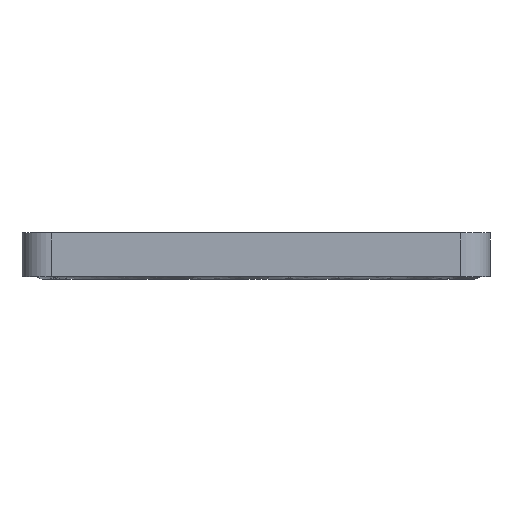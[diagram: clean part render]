
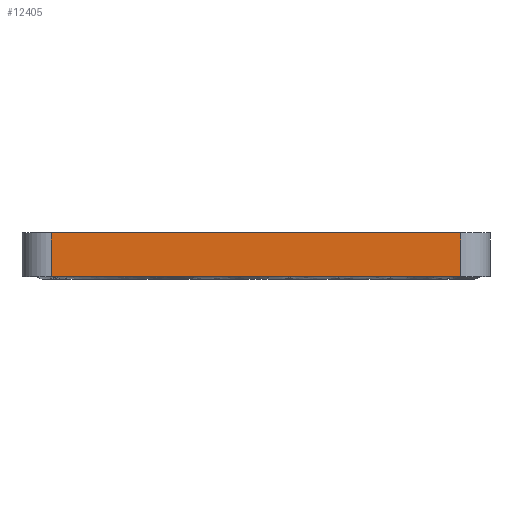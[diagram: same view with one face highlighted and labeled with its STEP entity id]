
A CAD part, front view. The second image highlights one B-rep face of the part: STEP entity #12405.
In plain terms, the highlighted planar face has unit normal (0, -1, 0).
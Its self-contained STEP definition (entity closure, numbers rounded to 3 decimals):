
#325 = CARTESIAN_POINT ( 'NONE',  ( -65.332, 3.358, 3.75 ) ) ;
#608 = DIRECTION ( 'NONE',  ( 0., 0., 1. ) ) ;
#714 = LINE ( 'NONE', #845, #13682 ) ;
#845 = CARTESIAN_POINT ( 'NONE',  ( 9.668, 3.358, 3.75 ) ) ;
#973 = EDGE_LOOP ( 'NONE', ( #13570, #3330, #8838, #3642 ) ) ;
#1312 = AXIS2_PLACEMENT_3D ( 'NONE', #6296, #4159, #3161 ) ;
#1315 = EDGE_CURVE ( 'NONE', #8576, #10854, #12561, .T. ) ;
#1689 = CARTESIAN_POINT ( 'NONE',  ( -65.332, 3.358, -3.75 ) ) ;
#1697 = EDGE_CURVE ( 'NONE', #10854, #3771, #6042, .T. ) ;
#1939 = FACE_OUTER_BOUND ( 'NONE', #973, .T. ) ;
#3161 = DIRECTION ( 'NONE',  ( 1., 0., 0. ) ) ;
#3330 = ORIENTED_EDGE ( 'NONE', *, *, #1697, .T. ) ;
#3642 = ORIENTED_EDGE ( 'NONE', *, *, #9654, .T. ) ;
#3771 = VERTEX_POINT ( 'NONE', #12795 ) ;
#4159 = DIRECTION ( 'NONE',  ( 0., 1., 0. ) ) ;
#4243 = CARTESIAN_POINT ( 'NONE',  ( -65.332, 3.358, 3.75 ) ) ;
#5073 = DIRECTION ( 'NONE',  ( 1., 0., 0. ) ) ;
#6042 = LINE ( 'NONE', #13503, #8193 ) ;
#6096 = DIRECTION ( 'NONE',  ( 1., 0., 0. ) ) ;
#6296 = CARTESIAN_POINT ( 'NONE',  ( 9.668, 3.358, 3.75 ) ) ;
#6745 = DIRECTION ( 'NONE',  ( 0., 0., -1. ) ) ;
#6892 = EDGE_CURVE ( 'NONE', #10653, #3771, #714, .T. ) ;
#7907 = VECTOR ( 'NONE', #6745, 1000. ) ;
#8150 = CARTESIAN_POINT ( 'NONE',  ( 9.668, 3.358, -3.75 ) ) ;
#8193 = VECTOR ( 'NONE', #608, 1000. ) ;
#8256 = CARTESIAN_POINT ( 'NONE',  ( 4.568, 3.358, -3.75 ) ) ;
#8576 = VERTEX_POINT ( 'NONE', #1689 ) ;
#8838 = ORIENTED_EDGE ( 'NONE', *, *, #6892, .F. ) ;
#9089 = LINE ( 'NONE', #325, #7907 ) ;
#9654 = EDGE_CURVE ( 'NONE', #10653, #8576, #9089, .T. ) ;
#10653 = VERTEX_POINT ( 'NONE', #4243 ) ;
#10854 = VERTEX_POINT ( 'NONE', #8256 ) ;
#11480 = VECTOR ( 'NONE', #6096, 1000. ) ;
#12405 = ADVANCED_FACE ( 'NONE', ( #1939 ), #12897, .F. ) ;
#12561 = LINE ( 'NONE', #8150, #11480 ) ;
#12795 = CARTESIAN_POINT ( 'NONE',  ( 4.568, 3.358, 3.75 ) ) ;
#12897 = PLANE ( 'NONE',  #1312 ) ;
#13503 = CARTESIAN_POINT ( 'NONE',  ( 4.568, 3.358, 3.75 ) ) ;
#13570 = ORIENTED_EDGE ( 'NONE', *, *, #1315, .T. ) ;
#13682 = VECTOR ( 'NONE', #5073, 1000. ) ;
